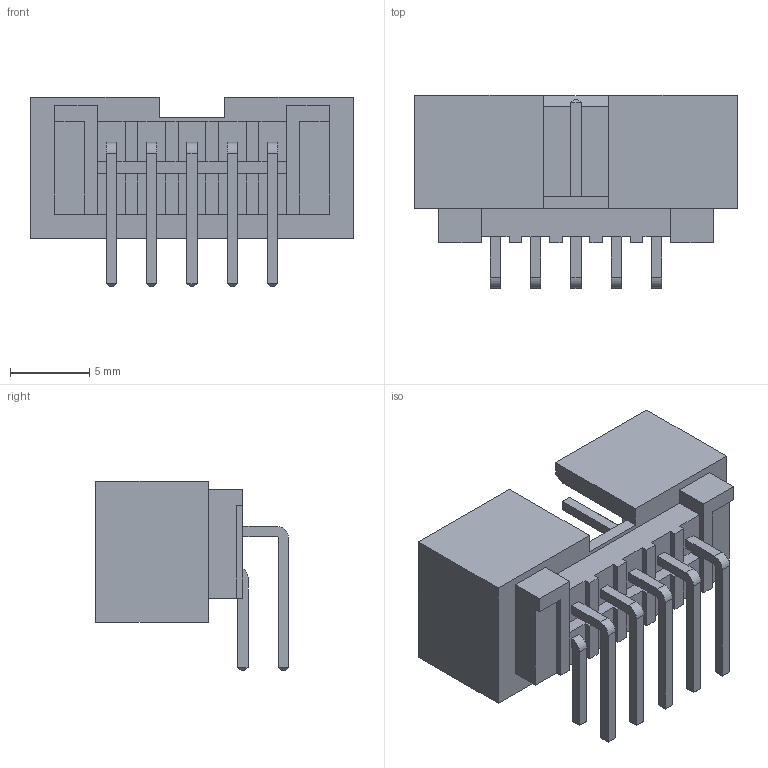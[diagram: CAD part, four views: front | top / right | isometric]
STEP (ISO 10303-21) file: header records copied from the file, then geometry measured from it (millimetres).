
FILE_DESCRIPTION((''),'2;1');
FILE_NAME('702471051','2011-12-13T',('gga'),(''),'PRO/ENGINEER BY PARAMETRIC TECHNOLOGY CORPORATION, 2003451','PRO/ENGINEER BY PARAMETRIC TECHNOLOGY CORPORATION, 2003451','');
FILE_SCHEMA(('CONFIG_CONTROL_DESIGN'));
Length unit declared in the file: millimetre
Products named in the file (1): 702471051
Bounding box: 20.32 x 12.13 x 11.94 mm (x, y, z)
Volume: 879.2 mm3; surface area: 1527.3 mm2
Topology: 1 solids, 1 shells, 284 faces, 720 edges, 459 vertices
Faces by surface type: plane 264, cylinder 20
Entity records: 8329 total; most frequent: CARTESIAN_POINT 1441, ORIENTED_EDGE 1394, DIRECTION 1350, EDGE_CURVE 697, VECTOR 660, LINE 660, VERTEX_POINT 436, AXIS2_PLACEMENT_3D 345
